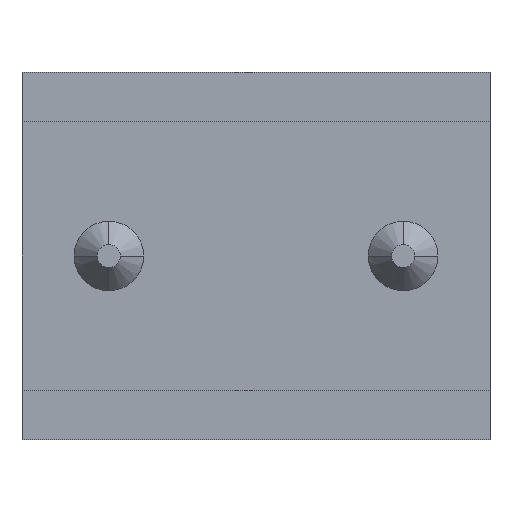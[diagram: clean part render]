
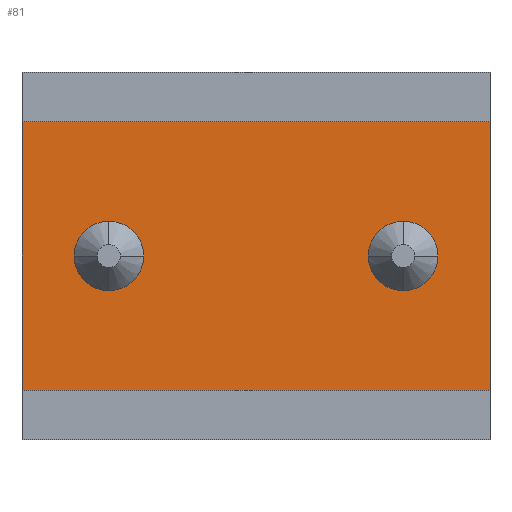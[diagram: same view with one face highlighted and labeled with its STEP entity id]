
A CAD part, front view. The second image highlights one B-rep face of the part: STEP entity #81.
In plain terms, the highlighted planar face has unit normal (0, -1, 0).
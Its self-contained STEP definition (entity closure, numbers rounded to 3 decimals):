
#81=ADVANCED_FACE('',(#159,#160,#161),#162,.F.);
#159=FACE_OUTER_BOUND('',#263,.T.);
#160=FACE_BOUND('',#264,.T.);
#161=FACE_BOUND('',#265,.T.);
#162=PLANE('',#266);
#263=EDGE_LOOP('',(#505,#506,#507,#508));
#264=EDGE_LOOP('',(#509,#510));
#265=EDGE_LOOP('',(#511,#512));
#266=AXIS2_PLACEMENT_3D('',#513,#514,#515);
#505=ORIENTED_EDGE('',*,*,#773,.F.);
#506=ORIENTED_EDGE('',*,*,#770,.T.);
#507=ORIENTED_EDGE('',*,*,#780,.T.);
#508=ORIENTED_EDGE('',*,*,#779,.T.);
#509=ORIENTED_EDGE('',*,*,#781,.T.);
#510=ORIENTED_EDGE('',*,*,#782,.T.);
#511=ORIENTED_EDGE('',*,*,#783,.T.);
#512=ORIENTED_EDGE('',*,*,#784,.T.);
#513=CARTESIAN_POINT('',(4.04,-0.9,-2.315));
#514=DIRECTION('',(-0.0,1.0,0.0));
#515=DIRECTION('',(1.0,0.0,0.0));
#770=EDGE_CURVE('',#955,#953,#956,.T.);
#773=EDGE_CURVE('',#955,#960,#961,.T.);
#779=EDGE_CURVE('',#964,#960,#970,.T.);
#780=EDGE_CURVE('',#953,#964,#971,.T.);
#781=EDGE_CURVE('',#972,#973,#974,.T.);
#782=EDGE_CURVE('',#973,#972,#975,.T.);
#783=EDGE_CURVE('',#976,#977,#978,.T.);
#784=EDGE_CURVE('',#977,#976,#979,.T.);
#953=VERTEX_POINT('',#1191);
#955=VERTEX_POINT('',#1194);
#956=LINE('',#1195,#1196);
#960=VERTEX_POINT('',#1202);
#961=LINE('',#1203,#1204);
#964=VERTEX_POINT('',#1208);
#970=LINE('',#1218,#1219);
#971=LINE('',#1220,#1221);
#972=VERTEX_POINT('',#1222);
#973=VERTEX_POINT('',#1223);
#974=CIRCLE('',#1224,0.6);
#975=CIRCLE('',#1225,0.6);
#976=VERTEX_POINT('',#1226);
#977=VERTEX_POINT('',#1227);
#978=CIRCLE('',#1228,0.6);
#979=CIRCLE('',#1229,0.6);
#1191=CARTESIAN_POINT('',(4.04,-0.9,2.315));
#1194=CARTESIAN_POINT('',(4.04,-0.9,-2.315));
#1195=CARTESIAN_POINT('',(4.04,-0.9,-2.315));
#1196=VECTOR('',#1392,4.63);
#1202=CARTESIAN_POINT('',(-4.04,-0.9,-2.315));
#1203=CARTESIAN_POINT('',(4.04,-0.9,-2.315));
#1204=VECTOR('',#1395,8.08);
#1208=CARTESIAN_POINT('',(-4.04,-0.9,2.315));
#1218=CARTESIAN_POINT('',(-4.04,-0.9,2.315));
#1219=VECTOR('',#1401,4.63);
#1220=CARTESIAN_POINT('',(4.04,-0.9,2.315));
#1221=VECTOR('',#1402,8.08);
#1222=CARTESIAN_POINT('',(-3.14,-0.9,0.0));
#1223=CARTESIAN_POINT('',(-1.94,-0.9,0.0));
#1224=AXIS2_PLACEMENT_3D('',#1403,#1404,#1405);
#1225=AXIS2_PLACEMENT_3D('',#1406,#1407,#1408);
#1226=CARTESIAN_POINT('',(1.94,-0.9,0.0));
#1227=CARTESIAN_POINT('',(3.14,-0.9,0.0));
#1228=AXIS2_PLACEMENT_3D('',#1409,#1410,#1411);
#1229=AXIS2_PLACEMENT_3D('',#1412,#1413,#1414);
#1392=DIRECTION('',(0.0,0.0,1.0));
#1395=DIRECTION('',(-1.0,0.0,0.0));
#1401=DIRECTION('',(0.0,0.0,-1.0));
#1402=DIRECTION('',(-1.0,0.0,0.0));
#1403=CARTESIAN_POINT('',(-2.54,-0.9,0.0));
#1404=DIRECTION('',(0.0,1.0,0.0));
#1405=DIRECTION('',(-1.0,0.0,0.0));
#1406=CARTESIAN_POINT('',(-2.54,-0.9,0.0));
#1407=DIRECTION('',(-0.0,1.0,0.0));
#1408=DIRECTION('',(1.0,0.0,0.0));
#1409=CARTESIAN_POINT('',(2.54,-0.9,0.0));
#1410=DIRECTION('',(0.0,1.0,0.0));
#1411=DIRECTION('',(-1.0,0.0,0.0));
#1412=CARTESIAN_POINT('',(2.54,-0.9,0.0));
#1413=DIRECTION('',(-0.0,1.0,0.0));
#1414=DIRECTION('',(1.0,0.0,0.0));
